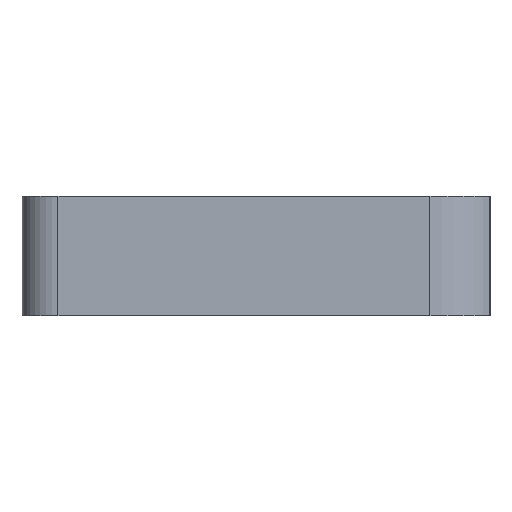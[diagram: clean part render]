
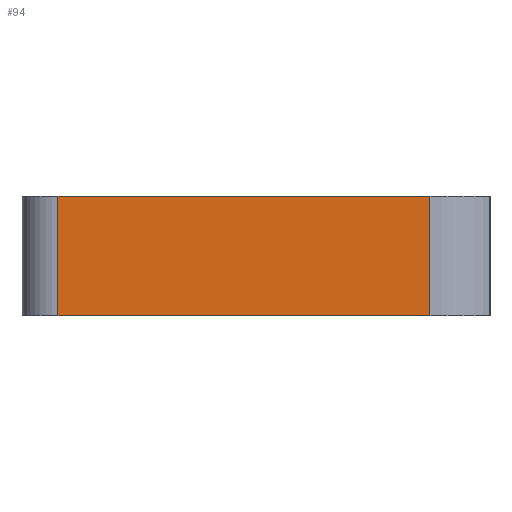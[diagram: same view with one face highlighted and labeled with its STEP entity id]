
A CAD part, left-side view. The second image highlights one B-rep face of the part: STEP entity #94.
In plain terms, the highlighted planar face has unit normal (-1, 0, 0).
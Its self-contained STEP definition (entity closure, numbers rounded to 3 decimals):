
#94=ADVANCED_FACE('',(#138),#139,.T.);
#138=FACE_OUTER_BOUND('',#186,.T.);
#139=PLANE('',#187);
#186=EDGE_LOOP('',(#329,#330,#331,#332));
#187=AXIS2_PLACEMENT_3D('',#333,#334,#335);
#329=ORIENTED_EDGE('',*,*,#458,.T.);
#330=ORIENTED_EDGE('',*,*,#459,.F.);
#331=ORIENTED_EDGE('',*,*,#460,.T.);
#332=ORIENTED_EDGE('',*,*,#456,.T.);
#333=CARTESIAN_POINT('',(-51.6,5.,0.0));
#334=DIRECTION('',(-1.0,0.,0.0));
#335=DIRECTION('',(0.,-1.0,0.0));
#456=EDGE_CURVE('',#561,#559,#562,.T.);
#458=EDGE_CURVE('',#559,#564,#565,.T.);
#459=EDGE_CURVE('',#566,#564,#567,.T.);
#460=EDGE_CURVE('',#566,#561,#568,.T.);
#559=VERTEX_POINT('',#712);
#561=VERTEX_POINT('',#714);
#562=LINE('',#715,#716);
#564=VERTEX_POINT('',#718);
#565=LINE('',#719,#720);
#566=VERTEX_POINT('',#721);
#567=LINE('',#722,#723);
#568=LINE('',#724,#725);
#712=CARTESIAN_POINT('',(-51.6,5.,10.0));
#714=CARTESIAN_POINT('',(-51.6,5.,0.0));
#715=CARTESIAN_POINT('',(-51.6,5.,0.0));
#716=VECTOR('',#818,1.0);
#718=CARTESIAN_POINT('',(-51.6,36.,10.0));
#719=CARTESIAN_POINT('',(-51.6,36.,10.0));
#720=VECTOR('',#822,1.0);
#721=CARTESIAN_POINT('',(-51.6,36.,0.0));
#722=CARTESIAN_POINT('',(-51.6,36.,0.0));
#723=VECTOR('',#823,1.0);
#724=CARTESIAN_POINT('',(-51.6,36.,0.0));
#725=VECTOR('',#824,1.0);
#818=DIRECTION('',(0.0,0.0,1.0));
#822=DIRECTION('',(0.,1.0,0.0));
#823=DIRECTION('',(0.0,0.0,1.0));
#824=DIRECTION('',(0.,-1.0,0.0));
